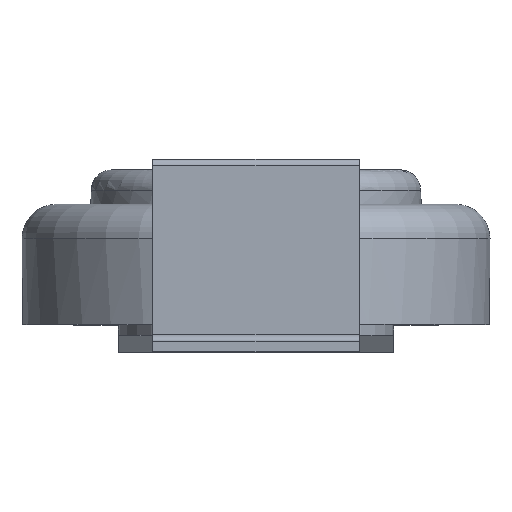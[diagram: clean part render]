
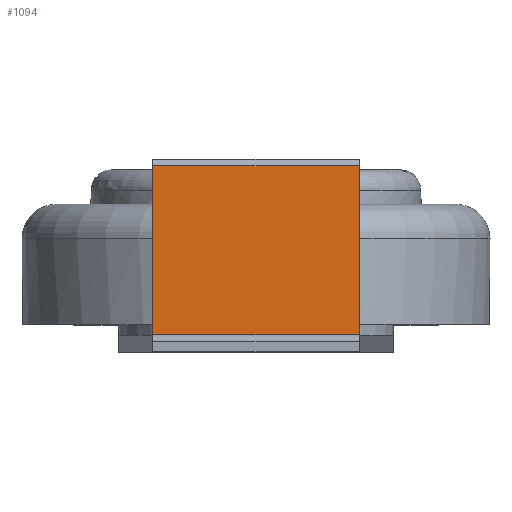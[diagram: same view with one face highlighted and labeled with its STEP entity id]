
A CAD part, top view. The second image highlights one B-rep face of the part: STEP entity #1094.
In plain terms, the highlighted planar face has unit normal (0, 0, 1).
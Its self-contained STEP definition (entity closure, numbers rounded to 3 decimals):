
#24 = CARTESIAN_POINT ( 'NONE',  ( -3., 0.15, 41.901 ) ) ;
#122 = DIRECTION ( 'NONE',  ( 0., -1., 0. ) ) ;
#146 = AXIS2_PLACEMENT_3D ( 'NONE', #177, #270, #903 ) ;
#177 = CARTESIAN_POINT ( 'NONE',  ( -3., 0.15, 41.901 ) ) ;
#200 = VECTOR ( 'NONE', #519, 1000. ) ;
#239 = VERTEX_POINT ( 'NONE', #319 ) ;
#270 = DIRECTION ( 'NONE',  ( 0., 0., 1. ) ) ;
#304 = ORIENTED_EDGE ( 'NONE', *, *, #763, .T. ) ;
#319 = CARTESIAN_POINT ( 'NONE',  ( 0., 2.7, 41.901 ) ) ;
#404 = LINE ( 'NONE', #1060, #200 ) ;
#448 = FACE_OUTER_BOUND ( 'NONE', #1104, .T. ) ;
#461 = EDGE_CURVE ( 'NONE', #239, #844, #581, .T. ) ;
#519 = DIRECTION ( 'NONE',  ( 1., 0., 0. ) ) ;
#579 = VECTOR ( 'NONE', #594, 1000. ) ;
#581 = LINE ( 'NONE', #632, #788 ) ;
#594 = DIRECTION ( 'NONE',  ( 0., -1., 0. ) ) ;
#632 = CARTESIAN_POINT ( 'NONE',  ( -3., 2.7, 41.901 ) ) ;
#652 = VERTEX_POINT ( 'NONE', #824 ) ;
#665 = ORIENTED_EDGE ( 'NONE', *, *, #898, .F. ) ;
#681 = CARTESIAN_POINT ( 'NONE',  ( -3., 2.7, 41.901 ) ) ;
#690 = VECTOR ( 'NONE', #122, 1000. ) ;
#714 = PLANE ( 'NONE',  #146 ) ;
#723 = DIRECTION ( 'NONE',  ( -1., 0., 0. ) ) ;
#763 = EDGE_CURVE ( 'NONE', #844, #933, #1172, .T. ) ;
#769 = CARTESIAN_POINT ( 'NONE',  ( 0., 0.15, 41.901 ) ) ;
#788 = VECTOR ( 'NONE', #723, 1000. ) ;
#824 = CARTESIAN_POINT ( 'NONE',  ( 0., 0.25, 41.901 ) ) ;
#844 = VERTEX_POINT ( 'NONE', #681 ) ;
#871 = ORIENTED_EDGE ( 'NONE', *, *, #461, .T. ) ;
#881 = CARTESIAN_POINT ( 'NONE',  ( -3., 0.25, 41.901 ) ) ;
#898 = EDGE_CURVE ( 'NONE', #239, #652, #1087, .T. ) ;
#903 = DIRECTION ( 'NONE',  ( 1., 0., 0. ) ) ;
#933 = VERTEX_POINT ( 'NONE', #881 ) ;
#993 = EDGE_CURVE ( 'NONE', #933, #652, #404, .T. ) ;
#1060 = CARTESIAN_POINT ( 'NONE',  ( 0., 0.25, 41.901 ) ) ;
#1087 = LINE ( 'NONE', #769, #579 ) ;
#1094 = ADVANCED_FACE ( 'NONE', ( #448 ), #714, .T. ) ;
#1104 = EDGE_LOOP ( 'NONE', ( #304, #1173, #665, #871 ) ) ;
#1172 = LINE ( 'NONE', #24, #690 ) ;
#1173 = ORIENTED_EDGE ( 'NONE', *, *, #993, .T. ) ;
